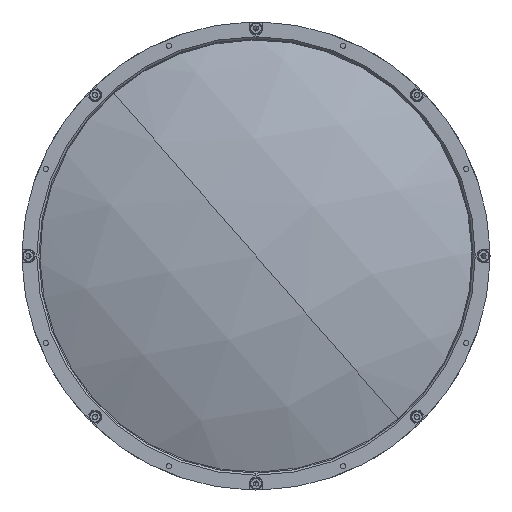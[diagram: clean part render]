
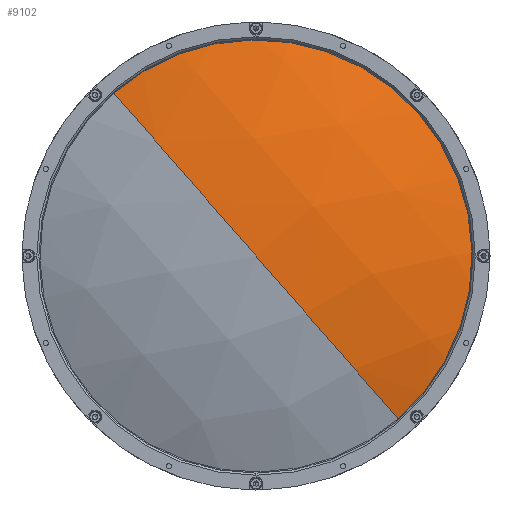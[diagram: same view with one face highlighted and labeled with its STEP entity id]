
A CAD part, left-side view. The second image highlights one B-rep face of the part: STEP entity #9102.
In plain terms, the highlighted spherical face has radius 264.145 mm.
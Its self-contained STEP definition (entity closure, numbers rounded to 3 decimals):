
#221 = AXIS2_PLACEMENT_3D ( 'NONE', #6197, #15871, #7570 ) ;
#670 = CARTESIAN_POINT ( 'NONE',  ( -3.1, 0., 0. ) ) ;
#876 = EDGE_CURVE ( 'NONE', #9923, #8598, #5165, .T. ) ;
#2182 = FACE_OUTER_BOUND ( 'NONE', #5366, .T. ) ;
#2266 = ORIENTED_EDGE ( 'NONE', *, *, #876, .T. ) ;
#2541 = DIRECTION ( 'NONE',  ( 0., -0.753, 0.657 ) ) ;
#2598 = ORIENTED_EDGE ( 'NONE', *, *, #8142, .T. ) ;
#2719 = AXIS2_PLACEMENT_3D ( 'NONE', #4559, #8750, #11508 ) ;
#3227 = CARTESIAN_POINT ( 'NONE',  ( 18.666, -69.034, -79.116 ) ) ;
#4520 = VERTEX_POINT ( 'NONE', #670 ) ;
#4559 = CARTESIAN_POINT ( 'NONE',  ( 261.045, 0., 0. ) ) ;
#5089 = CARTESIAN_POINT ( 'NONE',  ( 261.045, 0., 0. ) ) ;
#5165 = CIRCLE ( 'NONE', #221, 105. ) ;
#5254 = CIRCLE ( 'NONE', #16770, 264.145 ) ;
#5366 = EDGE_LOOP ( 'NONE', ( #2266, #2598, #10057 ) ) ;
#6197 = CARTESIAN_POINT ( 'NONE',  ( 18.666, 0., 0. ) ) ;
#6491 = DIRECTION ( 'NONE',  ( 0., 0.657, 0.753 ) ) ;
#7570 = DIRECTION ( 'NONE',  ( 0., -0.753, 0.657 ) ) ;
#8142 = EDGE_CURVE ( 'NONE', #8598, #4520, #5254, .T. ) ;
#8598 = VERTEX_POINT ( 'NONE', #15370 ) ;
#8750 = DIRECTION ( 'NONE',  ( 0., -0.753, 0.657 ) ) ;
#9102 = ADVANCED_FACE ( 'NONE', ( #2182 ), #16515, .T. ) ;
#9923 = VERTEX_POINT ( 'NONE', #3227 ) ;
#10057 = ORIENTED_EDGE ( 'NONE', *, *, #11727, .F. ) ;
#10833 = CARTESIAN_POINT ( 'NONE',  ( 261.045, 0., 0. ) ) ;
#10963 = AXIS2_PLACEMENT_3D ( 'NONE', #5089, #14780, #6491 ) ;
#11508 = DIRECTION ( 'NONE',  ( 0., -0.657, -0.753 ) ) ;
#11727 = EDGE_CURVE ( 'NONE', #9923, #4520, #17448, .T. ) ;
#12212 = DIRECTION ( 'NONE',  ( 0., -0.657, -0.753 ) ) ;
#14780 = DIRECTION ( 'NONE',  ( 0., 0.753, -0.657 ) ) ;
#15370 = CARTESIAN_POINT ( 'NONE',  ( 18.666, 69.034, 79.116 ) ) ;
#15871 = DIRECTION ( 'NONE',  ( -1., 0., 0. ) ) ;
#16515 = SPHERICAL_SURFACE ( 'NONE', #2719, 264.145 ) ;
#16770 = AXIS2_PLACEMENT_3D ( 'NONE', #10833, #2541, #12212 ) ;
#17448 = CIRCLE ( 'NONE', #10963, 264.145 ) ;
